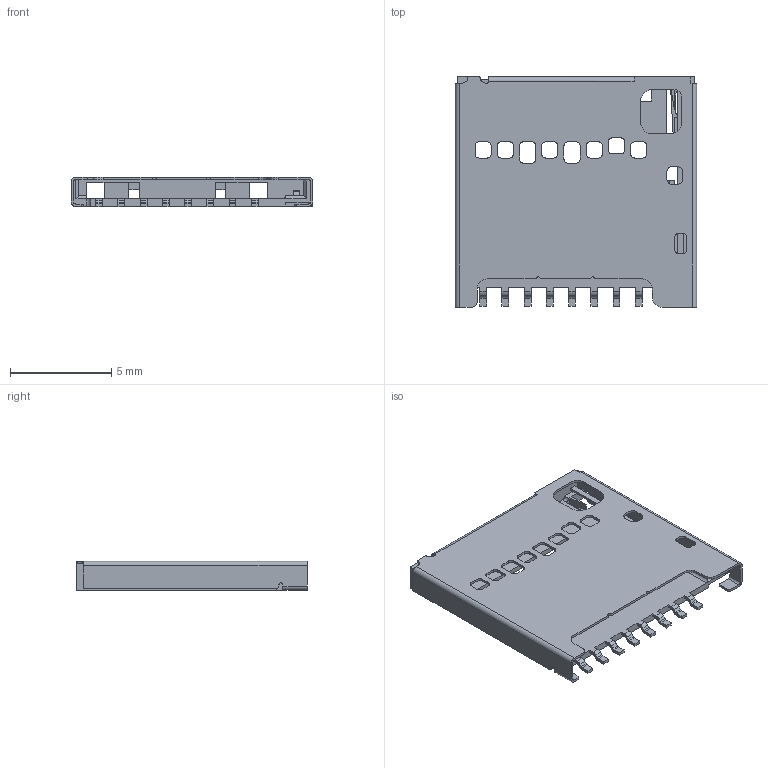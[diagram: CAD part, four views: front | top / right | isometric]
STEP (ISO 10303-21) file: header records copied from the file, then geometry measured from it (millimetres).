
FILE_DESCRIPTION(/* description */ (''),/* implementation_level */ '2;1');
FILE_NAME(/* name */ '104031-0811.step',/* time_stamp */ '2018-11-04T21:24:24+01:00',/* author */ (''),/* organization */ (''),/* preprocessor_version */ 'ST-DEVELOPER v17.2',/* originating_system */ 'Autodesk Translation Framework v7.6.0.251',/* authorisation */ '');
FILE_SCHEMA (('AUTOMOTIVE_DESIGN { 1 0 10303 214 3 1 1 }'));
Length unit declared in the file: millimetre
Products named in the file (1): 104031-0811
Bounding box: 11.95 x 11.4 x 1.45 mm (x, y, z)
Volume: 49.5 mm3; surface area: 493.6 mm2
Topology: 1 solids, 1 shells, 420 faces, 1259 edges, 834 vertices
Faces by surface type: plane 278, cylinder 142
Entity records: 14387 total; most frequent: ORIENTED_EDGE 2518, CARTESIAN_POINT 2514, DIRECTION 2395, EDGE_CURVE 1259, LINE 965, VECTOR 965, VERTEX_POINT 834, AXIS2_PLACEMENT_3D 715
